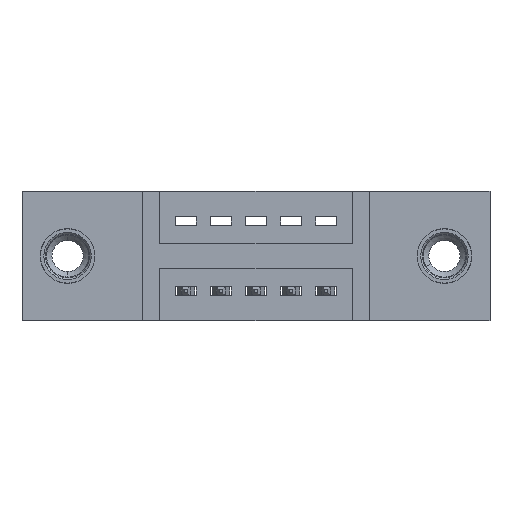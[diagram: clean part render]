
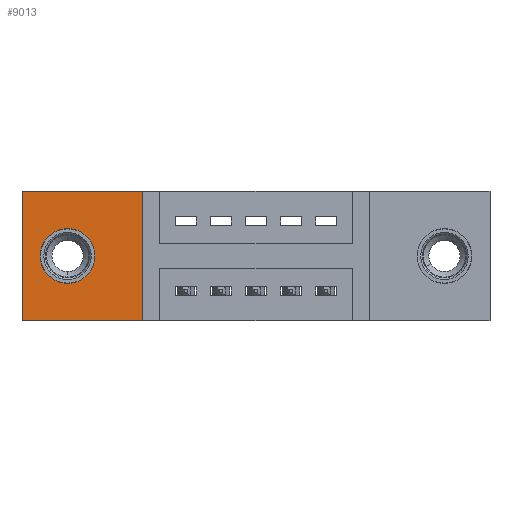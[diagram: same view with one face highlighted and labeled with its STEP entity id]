
A CAD part, front view. The second image highlights one B-rep face of the part: STEP entity #9013.
In plain terms, the highlighted planar face has unit normal (0, -1, 0).
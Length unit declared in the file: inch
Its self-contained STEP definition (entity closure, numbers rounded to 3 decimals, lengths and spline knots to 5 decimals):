
#87 = DIRECTION ( 'NONE',  ( 0., 0., -1. ) ) ;
#171 = DIRECTION ( 'NONE',  ( 0., -1., 0. ) ) ;
#289 = VERTEX_POINT ( 'NONE', #3005 ) ;
#406 = LINE ( 'NONE', #1147, #7078 ) ;
#714 = DIRECTION ( 'NONE',  ( 0., 0., 1. ) ) ;
#990 = CARTESIAN_POINT ( 'NONE',  ( 0., 0.11, 0. ) ) ;
#1147 = CARTESIAN_POINT ( 'NONE',  ( 0., 0.11, -0.37 ) ) ;
#1202 = EDGE_CURVE ( 'NONE', #289, #8335, #9147, .T. ) ;
#1329 = CIRCLE ( 'NONE', #5818, 0.078 ) ;
#1439 = LINE ( 'NONE', #10091, #7433 ) ;
#1690 = DIRECTION ( 'NONE',  ( 0., -1., 0. ) ) ;
#1749 = FACE_OUTER_BOUND ( 'NONE', #7251, .T. ) ;
#1769 = CARTESIAN_POINT ( 'NONE',  ( 0.3425, 0.11, -0.37 ) ) ;
#1944 = DIRECTION ( 'NONE',  ( 1., 0., 0. ) ) ;
#2108 = ORIENTED_EDGE ( 'NONE', *, *, #7914, .F. ) ;
#2928 = ORIENTED_EDGE ( 'NONE', *, *, #5465, .T. ) ;
#3005 = CARTESIAN_POINT ( 'NONE',  ( 0., 0.11, 0. ) ) ;
#3094 = CARTESIAN_POINT ( 'NONE',  ( 0.3425, 0.11, 0. ) ) ;
#3763 = CARTESIAN_POINT ( 'NONE',  ( 0.13, 0.11, -0.107 ) ) ;
#4169 = AXIS2_PLACEMENT_3D ( 'NONE', #6246, #1690, #87 ) ;
#4345 = ORIENTED_EDGE ( 'NONE', *, *, #1202, .T. ) ;
#4833 = AXIS2_PLACEMENT_3D ( 'NONE', #5748, #6547, #8850 ) ;
#4943 = EDGE_CURVE ( 'NONE', #8335, #5069, #406, .T. ) ;
#5069 = VERTEX_POINT ( 'NONE', #1769 ) ;
#5074 = VECTOR ( 'NONE', #8390, 39.37008 ) ;
#5104 = VERTEX_POINT ( 'NONE', #7269 ) ;
#5218 = EDGE_CURVE ( 'NONE', #8446, #5104, #1329, .T. ) ;
#5311 = DIRECTION ( 'NONE',  ( -1., 0., 0. ) ) ;
#5465 = EDGE_CURVE ( 'NONE', #5069, #9988, #1439, .T. ) ;
#5545 = ORIENTED_EDGE ( 'NONE', *, *, #5218, .F. ) ;
#5547 = CIRCLE ( 'NONE', #4169, 0.078 ) ;
#5748 = CARTESIAN_POINT ( 'NONE',  ( 0., 0.11, -0.37 ) ) ;
#5818 = AXIS2_PLACEMENT_3D ( 'NONE', #8666, #171, #9362 ) ;
#6029 = EDGE_CURVE ( 'NONE', #9988, #289, #6572, .T. ) ;
#6246 = CARTESIAN_POINT ( 'NONE',  ( 0.13, 0.11, -0.185 ) ) ;
#6547 = DIRECTION ( 'NONE',  ( 0., -1., 0. ) ) ;
#6572 = LINE ( 'NONE', #990, #9761 ) ;
#6609 = CARTESIAN_POINT ( 'NONE',  ( 0., 0.11, -0.37 ) ) ;
#6796 = CARTESIAN_POINT ( 'NONE',  ( 0., 0.11, 0. ) ) ;
#7078 = VECTOR ( 'NONE', #1944, 39.37008 ) ;
#7251 = EDGE_LOOP ( 'NONE', ( #4345, #8154, #2928, #7541 ) ) ;
#7269 = CARTESIAN_POINT ( 'NONE',  ( 0.13, 0.11, -0.263 ) ) ;
#7433 = VECTOR ( 'NONE', #714, 39.37008 ) ;
#7541 = ORIENTED_EDGE ( 'NONE', *, *, #6029, .T. ) ;
#7914 = EDGE_CURVE ( 'NONE', #5104, #8446, #5547, .T. ) ;
#8154 = ORIENTED_EDGE ( 'NONE', *, *, #4943, .T. ) ;
#8199 = EDGE_LOOP ( 'NONE', ( #5545, #2108 ) ) ;
#8335 = VERTEX_POINT ( 'NONE', #6609 ) ;
#8390 = DIRECTION ( 'NONE',  ( 0., 0., -1. ) ) ;
#8446 = VERTEX_POINT ( 'NONE', #3763 ) ;
#8666 = CARTESIAN_POINT ( 'NONE',  ( 0.13, 0.11, -0.185 ) ) ;
#8850 = DIRECTION ( 'NONE',  ( 0., 0., -1. ) ) ;
#9013 = ADVANCED_FACE ( 'NONE', ( #9222, #1749 ), #9668, .T. ) ;
#9147 = LINE ( 'NONE', #6796, #5074 ) ;
#9222 = FACE_BOUND ( 'NONE', #8199, .T. ) ;
#9362 = DIRECTION ( 'NONE',  ( 0., 0., -1. ) ) ;
#9668 = PLANE ( 'NONE',  #4833 ) ;
#9761 = VECTOR ( 'NONE', #5311, 39.37008 ) ;
#9988 = VERTEX_POINT ( 'NONE', #3094 ) ;
#10091 = CARTESIAN_POINT ( 'NONE',  ( 0.3425, 0.11, 0. ) ) ;
